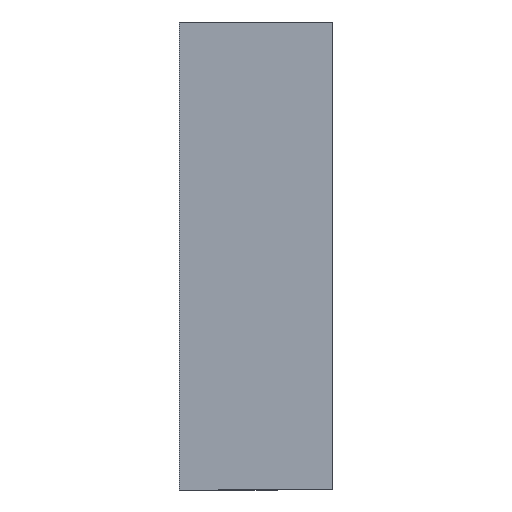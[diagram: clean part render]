
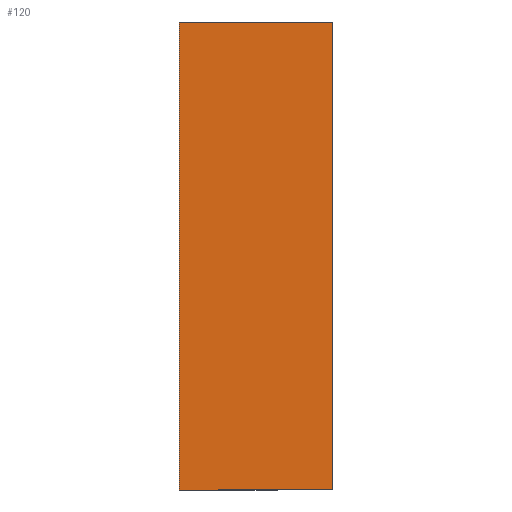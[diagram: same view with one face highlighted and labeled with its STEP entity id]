
A CAD part, front view. The second image highlights one B-rep face of the part: STEP entity #120.
In plain terms, the highlighted planar face has unit normal (0, -1, 0).
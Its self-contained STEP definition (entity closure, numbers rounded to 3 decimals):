
#1 = LINE ( 'NONE', #105, #195 ) ;
#10 = FACE_OUTER_BOUND ( 'NONE', #135, .T. ) ;
#12 = CARTESIAN_POINT ( 'NONE',  ( 27., 0., -82.5 ) ) ;
#34 = VERTEX_POINT ( 'NONE', #187 ) ;
#40 = LINE ( 'NONE', #12, #219 ) ;
#58 = VERTEX_POINT ( 'NONE', #262 ) ;
#72 = EDGE_CURVE ( 'NONE', #333, #34, #40, .T. ) ;
#82 = ORIENTED_EDGE ( 'NONE', *, *, #72, .T. ) ;
#85 = ORIENTED_EDGE ( 'NONE', *, *, #268, .T. ) ;
#94 = LINE ( 'NONE', #198, #150 ) ;
#105 = CARTESIAN_POINT ( 'NONE',  ( 27., 0., 82.5 ) ) ;
#108 = LINE ( 'NONE', #210, #118 ) ;
#118 = VECTOR ( 'NONE', #177, 1000. ) ;
#120 = ADVANCED_FACE ( 'NONE', ( #10 ), #260, .T. ) ;
#129 = VERTEX_POINT ( 'NONE', #247 ) ;
#135 = EDGE_LOOP ( 'NONE', ( #82, #85, #255, #230 ) ) ;
#150 = VECTOR ( 'NONE', #294, 1000. ) ;
#171 = EDGE_CURVE ( 'NONE', #58, #333, #94, .T. ) ;
#175 = CARTESIAN_POINT ( 'NONE',  ( 27., 0., -82.5 ) ) ;
#177 = DIRECTION ( 'NONE',  ( 0., 0., 1. ) ) ;
#187 = CARTESIAN_POINT ( 'NONE',  ( 27., 0., 82.5 ) ) ;
#195 = VECTOR ( 'NONE', #302, 1000. ) ;
#198 = CARTESIAN_POINT ( 'NONE',  ( -27., 0., -82.5 ) ) ;
#210 = CARTESIAN_POINT ( 'NONE',  ( -27., 0., -82.5 ) ) ;
#219 = VECTOR ( 'NONE', #288, 1000. ) ;
#220 = DIRECTION ( 'NONE',  ( 0., -1., 0. ) ) ;
#230 = ORIENTED_EDGE ( 'NONE', *, *, #171, .T. ) ;
#242 = CARTESIAN_POINT ( 'NONE',  ( 0., 0., 0. ) ) ;
#244 = AXIS2_PLACEMENT_3D ( 'NONE', #242, #220, #322 ) ;
#247 = CARTESIAN_POINT ( 'NONE',  ( -27., 0., 82.5 ) ) ;
#255 = ORIENTED_EDGE ( 'NONE', *, *, #276, .F. ) ;
#260 = PLANE ( 'NONE',  #244 ) ;
#262 = CARTESIAN_POINT ( 'NONE',  ( -27., 0., -82.5 ) ) ;
#268 = EDGE_CURVE ( 'NONE', #34, #129, #1, .T. ) ;
#276 = EDGE_CURVE ( 'NONE', #58, #129, #108, .T. ) ;
#288 = DIRECTION ( 'NONE',  ( 0., 0., 1. ) ) ;
#294 = DIRECTION ( 'NONE',  ( 1., 0., 0. ) ) ;
#302 = DIRECTION ( 'NONE',  ( -1., 0., 0. ) ) ;
#322 = DIRECTION ( 'NONE',  ( 0., 0., -1. ) ) ;
#333 = VERTEX_POINT ( 'NONE', #175 ) ;
